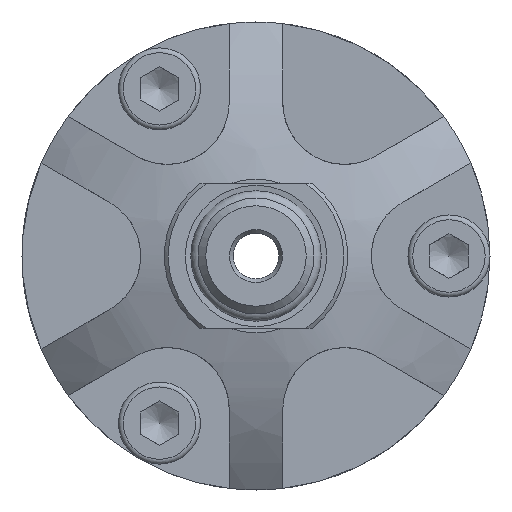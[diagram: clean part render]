
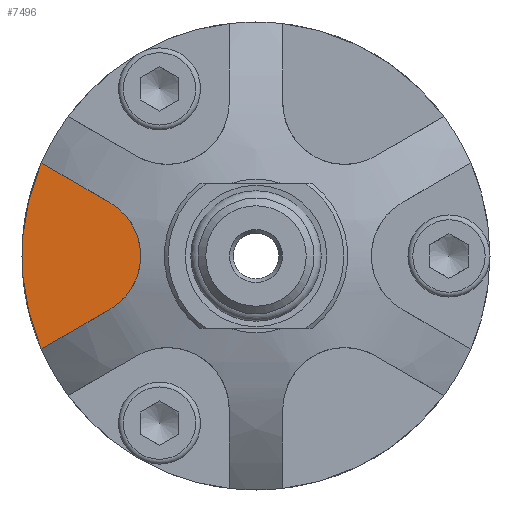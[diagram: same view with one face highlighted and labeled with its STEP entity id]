
A CAD part, left-side view. The second image highlights one B-rep face of the part: STEP entity #7496.
In plain terms, the highlighted planar face has unit normal (-1, 0, 0).
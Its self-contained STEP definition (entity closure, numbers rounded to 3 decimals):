
#596=LINE('',#10753,#1041);
#597=LINE('',#10756,#1042);
#1041=VECTOR('',#8825,10.);
#1042=VECTOR('',#8828,10.);
#1560=PLANE('',#8008);
#1916=FACE_OUTER_BOUND('',#2356,.T.);
#2356=EDGE_LOOP('',(#5278,#5279,#5280,#5281));
#2879=CIRCLE('',#8009,24.25);
#2880=CIRCLE('',#8010,6.4);
#3273=VERTEX_POINT('',#10749);
#3274=VERTEX_POINT('',#10750);
#3275=VERTEX_POINT('',#10752);
#3276=VERTEX_POINT('',#10754);
#4077=EDGE_CURVE('',#3273,#3274,#2879,.T.);
#4078=EDGE_CURVE('',#3275,#3273,#596,.T.);
#4079=EDGE_CURVE('',#3276,#3275,#2880,.T.);
#4080=EDGE_CURVE('',#3274,#3276,#597,.T.);
#5278=ORIENTED_EDGE('',*,*,#4077,.F.);
#5279=ORIENTED_EDGE('',*,*,#4078,.F.);
#5280=ORIENTED_EDGE('',*,*,#4079,.F.);
#5281=ORIENTED_EDGE('',*,*,#4080,.F.);
#7496=ADVANCED_FACE('',(#1916),#1560,.F.);
#8008=AXIS2_PLACEMENT_3D('',#10748,#8821,#8822);
#8009=AXIS2_PLACEMENT_3D('',#10751,#8823,#8824);
#8010=AXIS2_PLACEMENT_3D('',#10755,#8826,#8827);
#8821=DIRECTION('center_axis',(1.,0.,0.));
#8822=DIRECTION('ref_axis',(0.,0.,1.));
#8823=DIRECTION('center_axis',(1.,0.,0.));
#8824=DIRECTION('ref_axis',(0.,1.,0.));
#8825=DIRECTION('',(0.,0.866,-0.5));
#8826=DIRECTION('center_axis',(1.,0.,0.));
#8827=DIRECTION('ref_axis',(0.,-0.5,-0.866));
#8828=DIRECTION('',(0.,-0.866,-0.5));
#10748=CARTESIAN_POINT('Origin',(11.2,19.084,0.));
#10749=CARTESIAN_POINT('',(11.2,22.251,-9.642));
#10750=CARTESIAN_POINT('',(11.2,22.251,9.642));
#10751=CARTESIAN_POINT('Origin',(11.2,0.,0.));
#10752=CARTESIAN_POINT('',(11.2,15.15,-5.543));
#10753=CARTESIAN_POINT('',(11.2,22.251,-9.642));
#10754=CARTESIAN_POINT('',(11.2,15.15,5.543));
#10755=CARTESIAN_POINT('Origin',(11.2,18.35,0.));
#10756=CARTESIAN_POINT('',(11.2,15.15,5.543));
